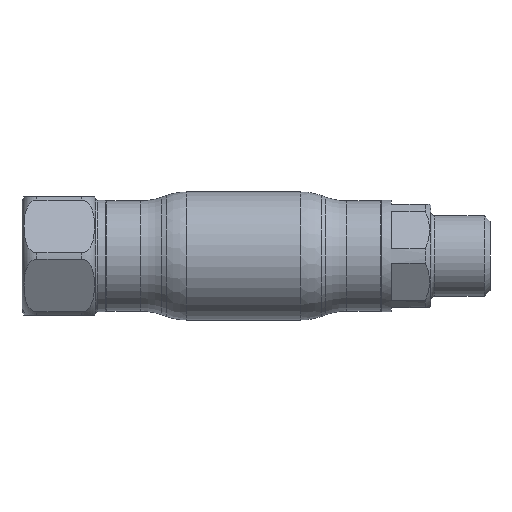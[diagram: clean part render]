
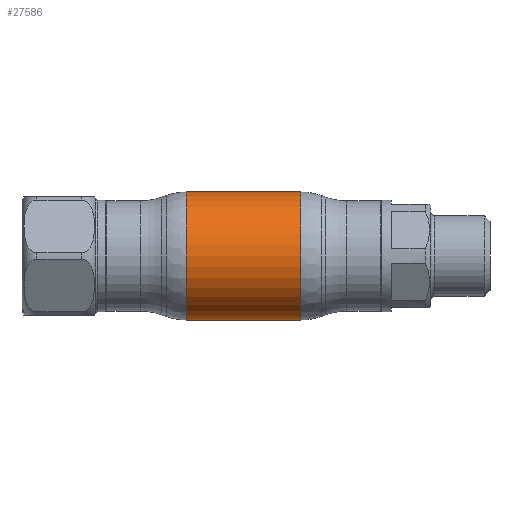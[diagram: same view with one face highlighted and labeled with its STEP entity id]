
A CAD part, front view. The second image highlights one B-rep face of the part: STEP entity #27586.
In plain terms, the highlighted cylindrical face has radius 13 mm (diameter 26 mm), a partial arc.
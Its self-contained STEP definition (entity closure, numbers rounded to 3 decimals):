
#519 = ORIENTED_EDGE ( 'NONE', *, *, #33503, .F. ) ;
#2260 = CARTESIAN_POINT ( 'NONE',  ( -11.634, 0., -13. ) ) ;
#3095 = ORIENTED_EDGE ( 'NONE', *, *, #11381, .T. ) ;
#4930 = VECTOR ( 'NONE', #55407, 1000. ) ;
#7076 = CYLINDRICAL_SURFACE ( 'NONE', #40245, 13. ) ;
#9637 = EDGE_CURVE ( 'NONE', #54647, #33293, #21622, .T. ) ;
#9680 = DIRECTION ( 'NONE',  ( 0., 0., 1. ) ) ;
#11381 = EDGE_CURVE ( 'NONE', #47621, #33293, #55683, .T. ) ;
#12427 = CARTESIAN_POINT ( 'NONE',  ( 11.634, 0., -13. ) ) ;
#20112 = ORIENTED_EDGE ( 'NONE', *, *, #30905, .T. ) ;
#21622 = CIRCLE ( 'NONE', #31964, 13. ) ;
#22347 = DIRECTION ( 'NONE',  ( -1., 0., 0. ) ) ;
#26910 = CARTESIAN_POINT ( 'NONE',  ( 11.634, 0., 13. ) ) ;
#27586 = ADVANCED_FACE ( 'NONE', ( #57106 ), #7076, .T. ) ;
#27645 = DIRECTION ( 'NONE',  ( -1., 0., 0. ) ) ;
#28250 = CIRCLE ( 'NONE', #45964, 13. ) ;
#30432 = CARTESIAN_POINT ( 'NONE',  ( -62.69, 0., -13. ) ) ;
#30905 = EDGE_CURVE ( 'NONE', #41483, #47621, #28250, .T. ) ;
#31964 = AXIS2_PLACEMENT_3D ( 'NONE', #45012, #27645, #9680 ) ;
#33293 = VERTEX_POINT ( 'NONE', #56301 ) ;
#33503 = EDGE_CURVE ( 'NONE', #41483, #54647, #54260, .T. ) ;
#36489 = DIRECTION ( 'NONE',  ( 0., 0., 1. ) ) ;
#37450 = CARTESIAN_POINT ( 'NONE',  ( -62.69, 0., 13. ) ) ;
#37728 = EDGE_LOOP ( 'NONE', ( #519, #20112, #3095, #50460 ) ) ;
#40245 = AXIS2_PLACEMENT_3D ( 'NONE', #49727, #22347, #36489 ) ;
#41483 = VERTEX_POINT ( 'NONE', #12427 ) ;
#44510 = CARTESIAN_POINT ( 'NONE',  ( 11.634, 0., 0. ) ) ;
#45012 = CARTESIAN_POINT ( 'NONE',  ( -11.634, 0., 0. ) ) ;
#45653 = DIRECTION ( 'NONE',  ( -1., 0., 0. ) ) ;
#45964 = AXIS2_PLACEMENT_3D ( 'NONE', #44510, #45653, #49503 ) ;
#47621 = VERTEX_POINT ( 'NONE', #26910 ) ;
#47641 = VECTOR ( 'NONE', #48650, 1000. ) ;
#48650 = DIRECTION ( 'NONE',  ( -1., 0., 0. ) ) ;
#49503 = DIRECTION ( 'NONE',  ( 0., 0., 1. ) ) ;
#49727 = CARTESIAN_POINT ( 'NONE',  ( -62.69, 0., 0. ) ) ;
#50460 = ORIENTED_EDGE ( 'NONE', *, *, #9637, .F. ) ;
#54260 = LINE ( 'NONE', #30432, #47641 ) ;
#54647 = VERTEX_POINT ( 'NONE', #2260 ) ;
#55407 = DIRECTION ( 'NONE',  ( -1., 0., 0. ) ) ;
#55683 = LINE ( 'NONE', #37450, #4930 ) ;
#56301 = CARTESIAN_POINT ( 'NONE',  ( -11.634, 0., 13. ) ) ;
#57106 = FACE_OUTER_BOUND ( 'NONE', #37728, .T. ) ;
